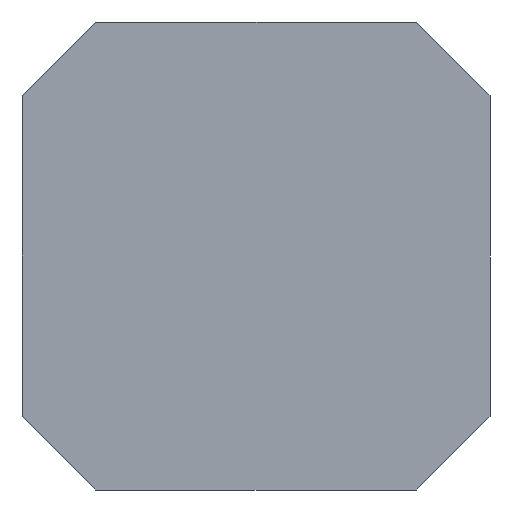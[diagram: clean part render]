
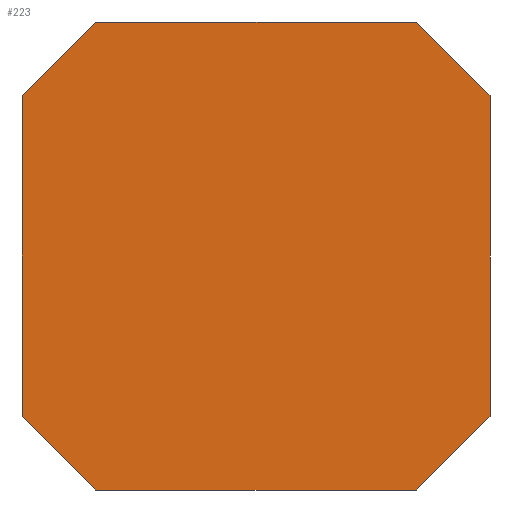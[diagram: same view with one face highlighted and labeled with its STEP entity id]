
A CAD part, front view. The second image highlights one B-rep face of the part: STEP entity #223.
In plain terms, the highlighted planar face has unit normal (0, -1, 0).
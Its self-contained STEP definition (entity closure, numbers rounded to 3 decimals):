
#1=CARTESIAN_POINT('POINT1',(-180.,-30.,-123.431)
   );
#2=VERTEX_POINT('VERTEX1',#1);
#3=CARTESIAN_POINT('POINT2',(-123.431,-30.,-180.)
   );
#4=VERTEX_POINT('VERTEX2',#3);
#5=CARTESIAN_POINT('POS1',(-137.574,-30.,
   -165.858));
#6=DIRECTION('DIR1',(0.707,0.,
   -0.707));
#7=VECTOR('VEC1',#6,1.);
#8=LINE('STRAIGHT1',#5,#7);
#9=EDGE_CURVE('EDGE1',#2,#4,#8,.T.);
#50=CARTESIAN_POINT('POINT6',(123.431,-30.,-180.)
   );
#51=VERTEX_POINT('VERTEX6',#50);
#58=CARTESIAN_POINT('POS8',(0.,-30.,-180.));
#59=DIRECTION('DIR9',(-1.,0.,0.));
#60=VECTOR('VEC7',#59,1.);
#61=LINE('STRAIGHT7',#58,#60);
#62=EDGE_CURVE('EDGE7',#51,#4,#61,.T.);
#80=CARTESIAN_POINT('POINT8',(180.,-30.,-123.431)
   );
#81=VERTEX_POINT('VERTEX8',#80);
#88=CARTESIAN_POINT('POS12',(137.574,-30.,
   -165.858));
#89=DIRECTION('DIR14',(0.707,0.,
   0.707));
#90=VECTOR('VEC10',#89,1.);
#91=LINE('STRAIGHT10',#88,#90);
#92=EDGE_CURVE('EDGE10',#51,#81,#91,.T.);
#105=CARTESIAN_POINT('POINT10',(180.,-30.,123.432
   ));
#106=VERTEX_POINT('VERTEX10',#105);
#113=CARTESIAN_POINT('POS15',(180.,-30.,0.));
#114=DIRECTION('DIR18',(0.,0.,-1.));
#115=VECTOR('VEC12',#114,1.);
#116=LINE('STRAIGHT12',#113,#115);
#117=EDGE_CURVE('EDGE12',#106,#81,#116,.T.);
#134=CARTESIAN_POINT('POINT11',(123.431,-30.,180.
   ));
#135=VERTEX_POINT('VERTEX11',#134);
#136=CARTESIAN_POINT('POS18',(137.573,-30.,
   165.858));
#137=DIRECTION('DIR22',(-0.707,0.,
   0.707));
#138=VECTOR('VEC14',#137,1.);
#139=LINE('STRAIGHT14',#136,#138);
#140=EDGE_CURVE('EDGE14',#106,#135,#139,.T.);
#167=CARTESIAN_POINT('POINT14',(-123.431,-30.,
   180.));
#168=VERTEX_POINT('VERTEX14',#167);
#175=CARTESIAN_POINT('POS23',(0.,-30.,180.));
#176=DIRECTION('DIR28',(1.,0.,0.));
#177=VECTOR('VEC18',#176,1.);
#178=LINE('STRAIGHT18',#175,#177);
#179=EDGE_CURVE('EDGE18',#168,#135,#178,.T.);
#196=CARTESIAN_POINT('POINT15',(-180.,-30.,
   123.431));
#197=VERTEX_POINT('VERTEX15',#196);
#198=CARTESIAN_POINT('POS26',(-137.574,-30.,
   165.858));
#199=DIRECTION('DIR32',(-0.707,0.,
   -0.707));
#200=VECTOR('VEC20',#199,1.);
#201=LINE('STRAIGHT20',#198,#200);
#202=EDGE_CURVE('EDGE20',#168,#197,#201,.T.);
#203=ORIENTED_EDGE('COEDGE25',*,*,#202,.T.);
#204=CARTESIAN_POINT('POS27',(-180.,-30.,0.));
#205=DIRECTION('DIR33',(0.,0.,-1.));
#206=VECTOR('VEC21',#205,1.);
#207=LINE('STRAIGHT21',#204,#206);
#208=EDGE_CURVE('EDGE21',#197,#2,#207,.T.);
#209=ORIENTED_EDGE('COEDGE26',*,*,#208,.T.);
#210=ORIENTED_EDGE('COEDGE27',*,*,#9,.T.);
#211=ORIENTED_EDGE('COEDGE28',*,*,#62,.F.);
#212=ORIENTED_EDGE('COEDGE29',*,*,#92,.T.);
#213=ORIENTED_EDGE('COEDGE30',*,*,#117,.F.);
#214=ORIENTED_EDGE('COEDGE31',*,*,#140,.T.);
#215=ORIENTED_EDGE('COEDGE32',*,*,#179,.F.);
#216=EDGE_LOOP('NONE',(#203,#209,#210,#211,#212,#213,#214,#215));
#217=FACE_BOUND('LOOP1',#216,.T.);
#218=CARTESIAN_POINT('POS28',(0.,-30.,0.));
#219=DIRECTION('DIR34',(0.,1.,0.));
#220=DIRECTION('DIR35',(1.,0.,0.));
#221=AXIS2_PLACEMENT_3D('AXIS7',#218,#219,#220);
#222=PLANE('PLANE7',#221);
#223=ADVANCED_FACE('FACE7',(#217),#222,.F.);
